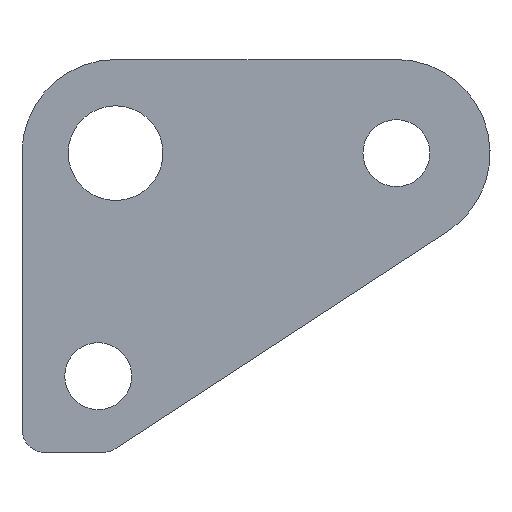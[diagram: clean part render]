
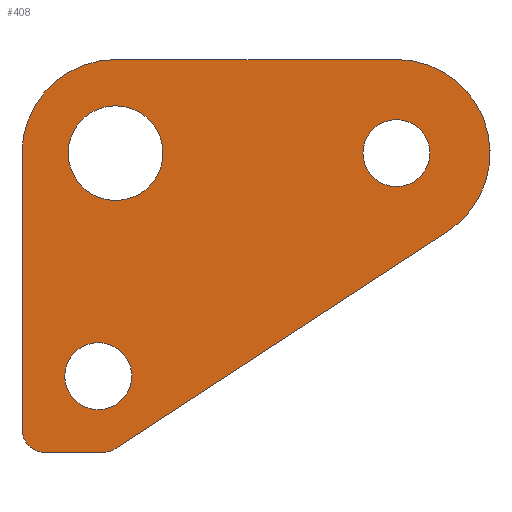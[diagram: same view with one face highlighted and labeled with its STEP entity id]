
A CAD part, left-side view. The second image highlights one B-rep face of the part: STEP entity #408.
In plain terms, the highlighted planar face has unit normal (-1, 0, 0).
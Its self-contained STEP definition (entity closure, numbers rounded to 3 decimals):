
#15=FACE_BOUND('',#65,.T.);
#16=FACE_BOUND('',#66,.T.);
#17=FACE_BOUND('',#67,.T.);
#24=PLANE('',#452);
#42=FACE_OUTER_BOUND('',#64,.T.);
#64=EDGE_LOOP('',(#304,#305,#306,#307,#308,#309,#310,#311));
#65=EDGE_LOOP('',(#312));
#66=EDGE_LOOP('',(#313));
#67=EDGE_LOOP('',(#314));
#98=LINE('',#639,#139);
#100=LINE('',#647,#141);
#101=LINE('',#651,#142);
#102=LINE('',#654,#143);
#139=VECTOR('',#517,10.);
#141=VECTOR('',#525,10.);
#142=VECTOR('',#528,10.);
#143=VECTOR('',#531,10.);
#169=CIRCLE('',#439,1.45);
#171=CIRCLE('',#442,1.45);
#176=CIRCLE('',#449,2.05);
#177=CIRCLE('',#453,1.);
#178=CIRCLE('',#454,4.05);
#179=CIRCLE('',#455,4.05);
#180=CIRCLE('',#456,1.);
#185=VERTEX_POINT('',#597);
#187=VERTEX_POINT('',#603);
#194=VERTEX_POINT('',#620);
#201=VERTEX_POINT('',#636);
#202=VERTEX_POINT('',#638);
#203=VERTEX_POINT('',#642);
#204=VERTEX_POINT('',#644);
#205=VERTEX_POINT('',#646);
#206=VERTEX_POINT('',#648);
#207=VERTEX_POINT('',#650);
#208=VERTEX_POINT('',#652);
#223=EDGE_CURVE('',#185,#185,#169,.T.);
#226=EDGE_CURVE('',#187,#187,#171,.T.);
#235=EDGE_CURVE('',#194,#194,#176,.T.);
#242=EDGE_CURVE('',#202,#201,#98,.T.);
#244=EDGE_CURVE('',#203,#202,#177,.T.);
#245=EDGE_CURVE('',#201,#204,#178,.T.);
#246=EDGE_CURVE('',#204,#205,#100,.T.);
#247=EDGE_CURVE('',#205,#206,#179,.T.);
#248=EDGE_CURVE('',#206,#207,#101,.T.);
#249=EDGE_CURVE('',#207,#208,#180,.T.);
#250=EDGE_CURVE('',#208,#203,#102,.T.);
#304=ORIENTED_EDGE('',*,*,#244,.T.);
#305=ORIENTED_EDGE('',*,*,#242,.T.);
#306=ORIENTED_EDGE('',*,*,#245,.T.);
#307=ORIENTED_EDGE('',*,*,#246,.T.);
#308=ORIENTED_EDGE('',*,*,#247,.T.);
#309=ORIENTED_EDGE('',*,*,#248,.T.);
#310=ORIENTED_EDGE('',*,*,#249,.T.);
#311=ORIENTED_EDGE('',*,*,#250,.T.);
#312=ORIENTED_EDGE('',*,*,#223,.T.);
#313=ORIENTED_EDGE('',*,*,#226,.T.);
#314=ORIENTED_EDGE('',*,*,#235,.T.);
#408=ADVANCED_FACE('',(#42,#15,#16,#17),#24,.F.);
#439=AXIS2_PLACEMENT_3D('',#598,#480,#481);
#442=AXIS2_PLACEMENT_3D('',#604,#487,#488);
#449=AXIS2_PLACEMENT_3D('',#622,#505,#506);
#452=AXIS2_PLACEMENT_3D('',#641,#519,#520);
#453=AXIS2_PLACEMENT_3D('',#643,#521,#522);
#454=AXIS2_PLACEMENT_3D('',#645,#523,#524);
#455=AXIS2_PLACEMENT_3D('',#649,#526,#527);
#456=AXIS2_PLACEMENT_3D('',#653,#529,#530);
#480=DIRECTION('center_axis',(1.,0.,0.));
#481=DIRECTION('ref_axis',(0.,1.,0.));
#487=DIRECTION('center_axis',(1.,0.,0.));
#488=DIRECTION('ref_axis',(0.,1.,0.));
#505=DIRECTION('center_axis',(1.,0.,0.));
#506=DIRECTION('ref_axis',(0.,1.,0.));
#517=DIRECTION('',(0.,-0.837,0.547));
#519=DIRECTION('center_axis',(1.,0.,0.));
#520=DIRECTION('ref_axis',(0.,1.,0.));
#521=DIRECTION('center_axis',(-1.,0.,0.));
#522=DIRECTION('ref_axis',(0.,-0.285,-0.958));
#523=DIRECTION('center_axis',(-1.,0.,0.));
#524=DIRECTION('ref_axis',(0.,1.,0.));
#525=DIRECTION('',(0.,1.,0.));
#526=DIRECTION('center_axis',(-1.,0.,0.));
#527=DIRECTION('ref_axis',(0.,1.,0.));
#528=DIRECTION('',(0.,0.,-1.));
#529=DIRECTION('center_axis',(-1.,0.,0.));
#530=DIRECTION('ref_axis',(0.,0.707,-0.707));
#531=DIRECTION('',(0.,-1.,0.));
#597=CARTESIAN_POINT('',(-11.,2.976,20.623));
#598=CARTESIAN_POINT('Origin',(-11.,4.426,20.623));
#603=CARTESIAN_POINT('',(-11.,15.876,10.973));
#604=CARTESIAN_POINT('Origin',(-11.,17.326,10.973));
#620=CARTESIAN_POINT('',(-11.,14.526,20.623));
#622=CARTESIAN_POINT('Origin',(-11.,16.576,20.623));
#636=CARTESIAN_POINT('',(-11.,2.21,17.233));
#638=CARTESIAN_POINT('',(-11.,16.59,7.836));
#639=CARTESIAN_POINT('',(-11.,15.615,8.473));
#641=CARTESIAN_POINT('Origin',(-11.,22.001,22.121));
#642=CARTESIAN_POINT('',(-11.,17.137,7.673));
#643=CARTESIAN_POINT('Origin',(-11.,17.137,8.673));
#644=CARTESIAN_POINT('',(-11.,4.426,24.673));
#645=CARTESIAN_POINT('Origin',(-11.,4.426,20.623));
#646=CARTESIAN_POINT('',(-11.,16.576,24.673));
#647=CARTESIAN_POINT('',(-11.,4.426,24.673));
#648=CARTESIAN_POINT('',(-11.,20.626,20.623));
#649=CARTESIAN_POINT('Origin',(-11.,16.576,20.623));
#650=CARTESIAN_POINT('',(-11.,20.626,8.673));
#651=CARTESIAN_POINT('',(-11.,20.626,8.473));
#652=CARTESIAN_POINT('',(-11.,19.626,7.673));
#653=CARTESIAN_POINT('Origin',(-11.,19.626,8.673));
#654=CARTESIAN_POINT('',(-11.,16.826,7.673));
